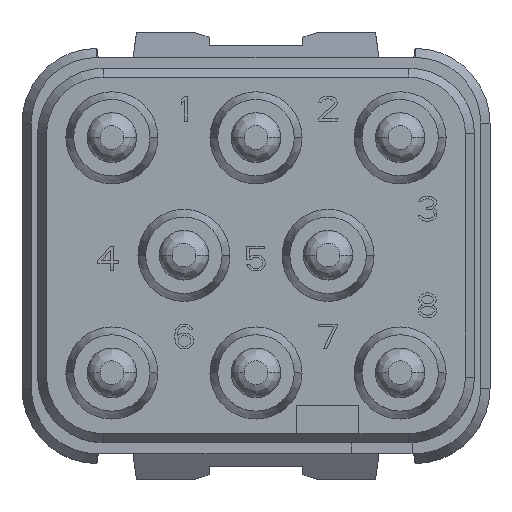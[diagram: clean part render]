
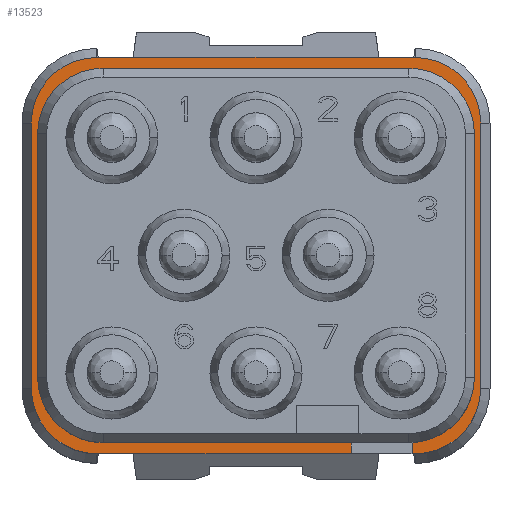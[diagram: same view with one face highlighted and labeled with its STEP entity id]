
A CAD part, top view. The second image highlights one B-rep face of the part: STEP entity #13523.
In plain terms, the highlighted planar face has unit normal (0, 0, 1).
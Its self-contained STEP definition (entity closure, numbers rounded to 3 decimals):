
#1=DIRECTION('',(-1.,0.,0.));
#2=VECTOR('',#1,0.1);
#3=CARTESIAN_POINT('',(5.1,-6.35,0.));
#4=LINE('',#3,#2);
#5=DIRECTION('',(0.,-1.,0.));
#6=VECTOR('',#5,0.352);
#7=CARTESIAN_POINT('',(5.,-5.998,0.));
#8=LINE('',#7,#6);
#9=CARTESIAN_POINT('',(4.9,-3.9,0.));
#10=DIRECTION('',(0.,0.,1.));
#11=DIRECTION('',(0.048,-0.999,0.));
#12=AXIS2_PLACEMENT_3D('',#9,#10,#11);
#14=DIRECTION('',(0.,1.,0.));
#15=VECTOR('',#14,7.8);
#16=CARTESIAN_POINT('',(7.,-3.9,0.));
#17=LINE('',#16,#15);
#18=CARTESIAN_POINT('',(4.9,3.9,0.));
#19=DIRECTION('',(0.,0.,1.));
#20=DIRECTION('',(1.,0.,0.));
#21=AXIS2_PLACEMENT_3D('',#18,#19,#20);
#23=DIRECTION('',(-1.,0.,0.));
#24=VECTOR('',#23,9.8);
#25=CARTESIAN_POINT('',(4.9,6.,0.));
#26=LINE('',#25,#24);
#27=CARTESIAN_POINT('',(-4.9,3.9,0.));
#28=DIRECTION('',(0.,0.,1.));
#29=DIRECTION('',(0.,1.,0.));
#30=AXIS2_PLACEMENT_3D('',#27,#28,#29);
#32=DIRECTION('',(0.,-1.,0.));
#33=VECTOR('',#32,7.8);
#34=CARTESIAN_POINT('',(-7.,3.9,0.));
#35=LINE('',#34,#33);
#36=CARTESIAN_POINT('',(-4.9,-3.9,0.));
#37=DIRECTION('',(0.,0.,1.));
#38=DIRECTION('',(-1.,0.,0.));
#39=AXIS2_PLACEMENT_3D('',#36,#37,#38);
#41=DIRECTION('',(1.,0.,0.));
#42=VECTOR('',#41,7.95);
#43=CARTESIAN_POINT('',(-4.9,-6.,0.));
#44=LINE('',#43,#42);
#45=DIRECTION('',(0.,-1.,0.));
#46=VECTOR('',#45,0.35);
#47=CARTESIAN_POINT('',(3.05,-6.,0.));
#48=LINE('',#47,#46);
#49=DIRECTION('',(-1.,0.,0.));
#50=VECTOR('',#49,8.15);
#51=CARTESIAN_POINT('',(3.05,-6.35,0.));
#52=LINE('',#51,#50);
#53=DIRECTION('',(0.,1.,0.));
#54=VECTOR('',#53,8.5);
#55=CARTESIAN_POINT('',(-7.2,-4.25,0.));
#56=LINE('',#55,#54);
#57=DIRECTION('',(1.,0.,0.));
#58=VECTOR('',#57,10.2);
#59=CARTESIAN_POINT('',(-5.1,6.35,0.));
#60=LINE('',#59,#58);
#61=DIRECTION('',(0.,-1.,0.));
#62=VECTOR('',#61,8.5);
#63=CARTESIAN_POINT('',(7.2,4.25,0.));
#64=LINE('',#63,#62);
#4398=CARTESIAN_POINT('',(5.1,-4.25,0.));
#4399=DIRECTION('',(0.,0.,-1.));
#4400=DIRECTION('',(1.,0.,0.));
#4401=AXIS2_PLACEMENT_3D('',#4398,#4399,#4400);
#4435=CARTESIAN_POINT('',(-5.1,4.25,0.));
#4436=DIRECTION('',(0.,0.,-1.));
#4437=DIRECTION('',(-1.,0.,0.));
#4438=AXIS2_PLACEMENT_3D('',#4435,#4436,#4437);
#4452=CARTESIAN_POINT('',(5.1,4.25,0.));
#4453=DIRECTION('',(0.,0.,-1.));
#4454=DIRECTION('',(0.,1.,0.));
#4455=AXIS2_PLACEMENT_3D('',#4452,#4453,#4454);
#4469=CARTESIAN_POINT('',(-5.1,-4.25,0.));
#4470=DIRECTION('',(0.,0.,-1.));
#4471=DIRECTION('',(0.,-1.,0.));
#4472=AXIS2_PLACEMENT_3D('',#4469,#4470,#4471);
#10298=CARTESIAN_POINT('',(5.1,6.35,0.));
#10299=CARTESIAN_POINT('',(7.2,4.25,0.));
#10300=VERTEX_POINT('',#10298);
#10301=VERTEX_POINT('',#10299);
#10302=CARTESIAN_POINT('',(-7.2,4.25,0.));
#10303=CARTESIAN_POINT('',(-5.1,6.35,0.));
#10304=VERTEX_POINT('',#10302);
#10305=VERTEX_POINT('',#10303);
#10306=CARTESIAN_POINT('',(-5.1,-6.35,0.));
#10307=CARTESIAN_POINT('',(-7.2,-4.25,0.));
#10308=VERTEX_POINT('',#10306);
#10309=VERTEX_POINT('',#10307);
#10310=CARTESIAN_POINT('',(7.2,-4.25,0.));
#10311=CARTESIAN_POINT('',(5.1,-6.35,0.));
#10312=VERTEX_POINT('',#10310);
#10313=VERTEX_POINT('',#10311);
#10438=CARTESIAN_POINT('',(-7.,3.9,0.));
#10439=CARTESIAN_POINT('',(-7.,-3.9,0.));
#10440=VERTEX_POINT('',#10438);
#10441=VERTEX_POINT('',#10439);
#10442=CARTESIAN_POINT('',(-4.9,-6.,0.));
#10443=VERTEX_POINT('',#10442);
#10444=CARTESIAN_POINT('',(7.,-3.9,0.));
#10445=CARTESIAN_POINT('',(7.,3.9,0.));
#10446=VERTEX_POINT('',#10444);
#10447=VERTEX_POINT('',#10445);
#10448=CARTESIAN_POINT('',(4.9,6.,0.));
#10449=VERTEX_POINT('',#10448);
#10450=CARTESIAN_POINT('',(-4.9,6.,0.));
#10451=VERTEX_POINT('',#10450);
#10512=CARTESIAN_POINT('',(5.,-6.35,0.));
#10513=VERTEX_POINT('',#10512);
#10514=CARTESIAN_POINT('',(3.05,-6.35,0.));
#10515=VERTEX_POINT('',#10514);
#10516=CARTESIAN_POINT('',(3.05,-6.,0.));
#10517=VERTEX_POINT('',#10516);
#10522=CARTESIAN_POINT('',(5.,-5.998,0.));
#10523=VERTEX_POINT('',#10522);
#13478=CARTESIAN_POINT('',(0.,0.,0.));
#13479=DIRECTION('',(0.,0.,1.));
#13480=DIRECTION('',(1.,0.,0.));
#13481=AXIS2_PLACEMENT_3D('',#13478,#13479,#13480);
#13482=PLANE('',#13481);
#13484=ORIENTED_EDGE('',*,*,#13483,.T.);
#13486=ORIENTED_EDGE('',*,*,#13485,.F.);
#13488=ORIENTED_EDGE('',*,*,#13487,.T.);
#13490=ORIENTED_EDGE('',*,*,#13489,.T.);
#13492=ORIENTED_EDGE('',*,*,#13491,.T.);
#13494=ORIENTED_EDGE('',*,*,#13493,.T.);
#13496=ORIENTED_EDGE('',*,*,#13495,.T.);
#13498=ORIENTED_EDGE('',*,*,#13497,.T.);
#13500=ORIENTED_EDGE('',*,*,#13499,.T.);
#13502=ORIENTED_EDGE('',*,*,#13501,.T.);
#13504=ORIENTED_EDGE('',*,*,#13503,.T.);
#13506=ORIENTED_EDGE('',*,*,#13505,.T.);
#13508=ORIENTED_EDGE('',*,*,#13507,.T.);
#13510=ORIENTED_EDGE('',*,*,#13509,.T.);
#13512=ORIENTED_EDGE('',*,*,#13511,.T.);
#13514=ORIENTED_EDGE('',*,*,#13513,.T.);
#13516=ORIENTED_EDGE('',*,*,#13515,.T.);
#13518=ORIENTED_EDGE('',*,*,#13517,.T.);
#13520=ORIENTED_EDGE('',*,*,#13519,.T.);
#13521=EDGE_LOOP('',(#13484,#13486,#13488,#13490,#13492,#13494,#13496,#13498,
#13500,#13502,#13504,#13506,#13508,#13510,#13512,#13514,#13516,#13518,#13520));
#13522=FACE_OUTER_BOUND('',#13521,.F.);
#13523=ADVANCED_FACE('',(#13522),#13482,.T.);
#13=CIRCLE('',#12,2.1);
#22=CIRCLE('',#21,2.1);
#31=CIRCLE('',#30,2.1);
#40=CIRCLE('',#39,2.1);
#4402=CIRCLE('',#4401,2.1);
#4439=CIRCLE('',#4438,2.1);
#4456=CIRCLE('',#4455,2.1);
#4473=CIRCLE('',#4472,2.1);
#13483=EDGE_CURVE('',#10313,#10513,#4,.T.);
#13485=EDGE_CURVE('',#10523,#10513,#8,.T.);
#13487=EDGE_CURVE('',#10523,#10446,#13,.T.);
#13489=EDGE_CURVE('',#10446,#10447,#17,.T.);
#13491=EDGE_CURVE('',#10447,#10449,#22,.T.);
#13493=EDGE_CURVE('',#10449,#10451,#26,.T.);
#13495=EDGE_CURVE('',#10451,#10440,#31,.T.);
#13497=EDGE_CURVE('',#10440,#10441,#35,.T.);
#13499=EDGE_CURVE('',#10441,#10443,#40,.T.);
#13501=EDGE_CURVE('',#10443,#10517,#44,.T.);
#13503=EDGE_CURVE('',#10517,#10515,#48,.T.);
#13505=EDGE_CURVE('',#10515,#10308,#52,.T.);
#13507=EDGE_CURVE('',#10308,#10309,#4473,.T.);
#13509=EDGE_CURVE('',#10309,#10304,#56,.T.);
#13511=EDGE_CURVE('',#10304,#10305,#4439,.T.);
#13513=EDGE_CURVE('',#10305,#10300,#60,.T.);
#13515=EDGE_CURVE('',#10300,#10301,#4456,.T.);
#13517=EDGE_CURVE('',#10301,#10312,#64,.T.);
#13519=EDGE_CURVE('',#10312,#10313,#4402,.T.);
